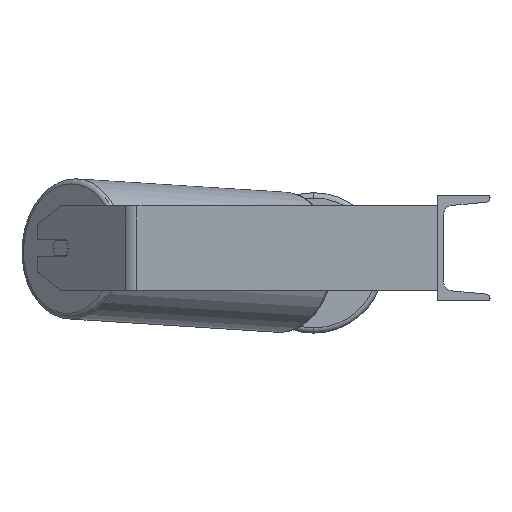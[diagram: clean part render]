
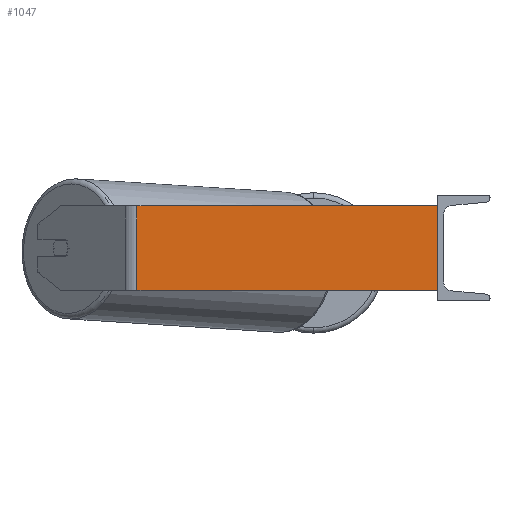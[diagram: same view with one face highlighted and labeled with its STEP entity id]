
A CAD part, left-side view. The second image highlights one B-rep face of the part: STEP entity #1047.
In plain terms, the highlighted planar face has unit normal (-1, 0, 0).
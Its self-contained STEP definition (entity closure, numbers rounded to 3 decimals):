
#628 = VECTOR ( 'NONE', #6900, 1000. ) ;
#803 = CARTESIAN_POINT ( 'NONE',  ( -485., 290.963, -40. ) ) ;
#1047 = ADVANCED_FACE ( 'NONE', ( #3914 ), #3781, .F. ) ;
#1164 = EDGE_CURVE ( 'NONE', #2575, #1258, #4851, .T. ) ;
#1258 = VERTEX_POINT ( 'NONE', #6300 ) ;
#1420 = ORIENTED_EDGE ( 'NONE', *, *, #7619, .T. ) ;
#1913 = ORIENTED_EDGE ( 'NONE', *, *, #1164, .F. ) ;
#1947 = CARTESIAN_POINT ( 'NONE',  ( -485., 284.335, -40. ) ) ;
#2357 = CARTESIAN_POINT ( 'NONE',  ( -485., 290.963, 40. ) ) ;
#2413 = LINE ( 'NONE', #2357, #3407 ) ;
#2575 = VERTEX_POINT ( 'NONE', #2926 ) ;
#2860 = AXIS2_PLACEMENT_3D ( 'NONE', #8722, #5167, #3145 ) ;
#2926 = CARTESIAN_POINT ( 'NONE',  ( -485., 0., 40. ) ) ;
#3145 = DIRECTION ( 'NONE',  ( 0., 0., -1. ) ) ;
#3407 = VECTOR ( 'NONE', #3777, 1000. ) ;
#3651 = EDGE_CURVE ( 'NONE', #4806, #2575, #2413, .T. ) ;
#3697 = CARTESIAN_POINT ( 'NONE',  ( -485., 284.335, 40. ) ) ;
#3777 = DIRECTION ( 'NONE',  ( 0., -1., 0. ) ) ;
#3781 = PLANE ( 'NONE',  #2860 ) ;
#3914 = FACE_OUTER_BOUND ( 'NONE', #6139, .T. ) ;
#4500 = CARTESIAN_POINT ( 'NONE',  ( -485., 284.335, 40. ) ) ;
#4761 = ORIENTED_EDGE ( 'NONE', *, *, #3651, .F. ) ;
#4806 = VERTEX_POINT ( 'NONE', #3697 ) ;
#4851 = LINE ( 'NONE', #6179, #628 ) ;
#5049 = ORIENTED_EDGE ( 'NONE', *, *, #6158, .T. ) ;
#5167 = DIRECTION ( 'NONE',  ( 1., 0., 0. ) ) ;
#5169 = LINE ( 'NONE', #4500, #5576 ) ;
#5576 = VECTOR ( 'NONE', #6007, 1000. ) ;
#6007 = DIRECTION ( 'NONE',  ( 0., 0., -1. ) ) ;
#6139 = EDGE_LOOP ( 'NONE', ( #1420, #1913, #4761, #5049 ) ) ;
#6158 = EDGE_CURVE ( 'NONE', #4806, #6997, #5169, .T. ) ;
#6179 = CARTESIAN_POINT ( 'NONE',  ( -485., 0., 40. ) ) ;
#6300 = CARTESIAN_POINT ( 'NONE',  ( -485., 0., -40. ) ) ;
#6330 = DIRECTION ( 'NONE',  ( 0., -1., 0. ) ) ;
#6900 = DIRECTION ( 'NONE',  ( 0., 0., -1. ) ) ;
#6997 = VERTEX_POINT ( 'NONE', #1947 ) ;
#7619 = EDGE_CURVE ( 'NONE', #6997, #1258, #7879, .T. ) ;
#7879 = LINE ( 'NONE', #803, #8531 ) ;
#8531 = VECTOR ( 'NONE', #6330, 1000. ) ;
#8722 = CARTESIAN_POINT ( 'NONE',  ( -485., 290.963, 40. ) ) ;
